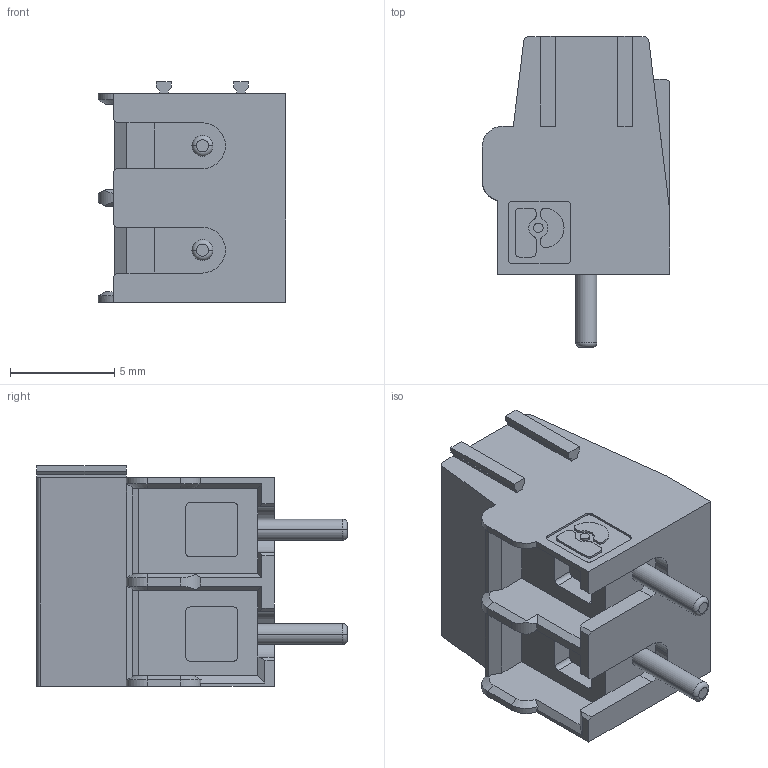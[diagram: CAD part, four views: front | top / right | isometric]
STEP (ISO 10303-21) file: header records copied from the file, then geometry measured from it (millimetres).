
FILE_DESCRIPTION (( 'STEP AP203' ), '1' );
FILE_NAME ('1935161.STEP', '2021-03-23T09:18:46', ( 'Admin' ), ( '' ), 'SwSTEP 2.0', 'SolidWorks 2018', '' );
FILE_SCHEMA (( 'CONFIG_CONTROL_DESIGN' ));
Length unit declared in the file: millimetre
Products named in the file (1): 1935161
Bounding box: 9 x 14.9 x 10.57 mm (x, y, z)
Volume: 707.1 mm3; surface area: 818.4 mm2
Topology: 1 solids, 1 shells, 216 faces, 581 edges, 381 vertices
Faces by surface type: plane 143, cylinder 55, cone 10, torus 8
Entity records: 6857 total; most frequent: CARTESIAN_POINT 1315, ORIENTED_EDGE 1162, DIRECTION 1117, EDGE_CURVE 581, VECTOR 399, LINE 399, VERTEX_POINT 381, AXIS2_PLACEMENT_3D 359
